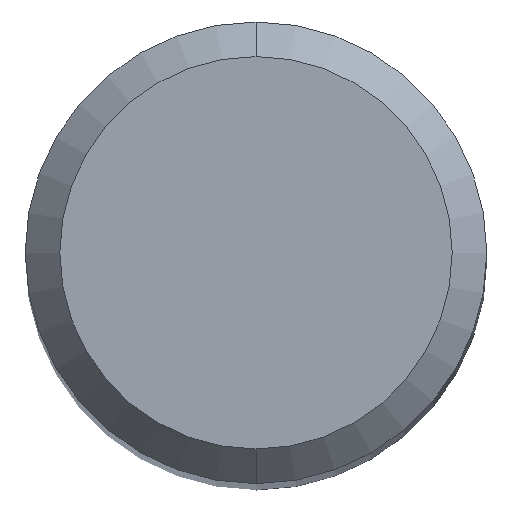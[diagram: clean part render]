
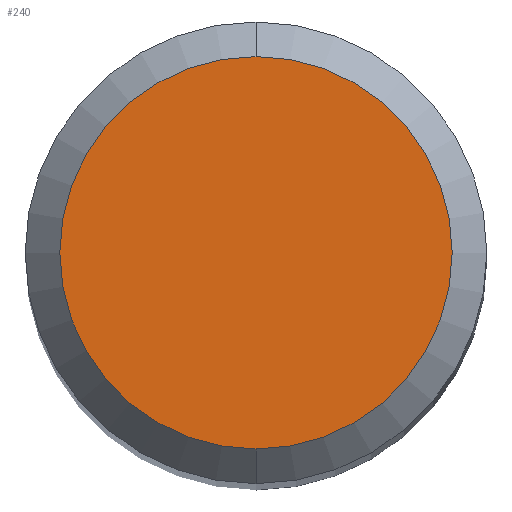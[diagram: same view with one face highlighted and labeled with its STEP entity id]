
A CAD part, top view. The second image highlights one B-rep face of the part: STEP entity #240.
In plain terms, the highlighted planar face has unit normal (0, 0, 1).
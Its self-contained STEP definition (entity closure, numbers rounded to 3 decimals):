
#222=EDGE_CURVE('',#248,#440,#518,.T.);
#240=ADVANCED_FACE('',(#538),#539,.T.);
#248=VERTEX_POINT('',#547);
#408=EDGE_CURVE('',#440,#248,#727,.T.);
#440=VERTEX_POINT('',#762);
#518=CIRCLE('',#900,1.7);
#538=FACE_OUTER_BOUND('',#925,.T.);
#539=PLANE('',#926);
#547=CARTESIAN_POINT('',(0.,-1.7,0.0));
#727=CIRCLE('',#1258,1.7);
#762=CARTESIAN_POINT('',(0.0,1.7,0.0));
#900=AXIS2_PLACEMENT_3D('',#1427,#1428,#1429);
#925=EDGE_LOOP('',(#1452,#1453));
#926=AXIS2_PLACEMENT_3D('',#1454,#1455,#1456);
#1258=AXIS2_PLACEMENT_3D('',#1680,#1681,#1682);
#1427=CARTESIAN_POINT('',(0.0,0.0,0.0));
#1428=DIRECTION('',(0.0,0.0,-1.0));
#1429=DIRECTION('',(0.0,1.0,0.0));
#1452=ORIENTED_EDGE('',*,*,#408,.F.);
#1453=ORIENTED_EDGE('',*,*,#222,.F.);
#1454=CARTESIAN_POINT('',(0.0,0.85,0.0));
#1455=DIRECTION('',(-0.0,0.0,1.0));
#1456=DIRECTION('',(0.0,-1.0,0.0));
#1680=CARTESIAN_POINT('',(0.0,0.0,0.0));
#1681=DIRECTION('',(0.0,0.0,-1.0));
#1682=DIRECTION('',(0.0,1.0,0.0));
